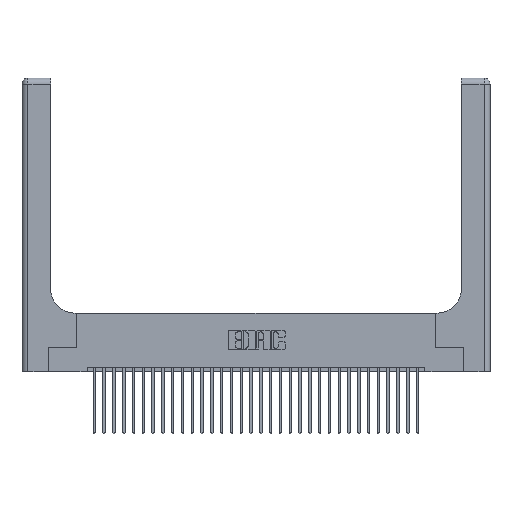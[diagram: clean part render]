
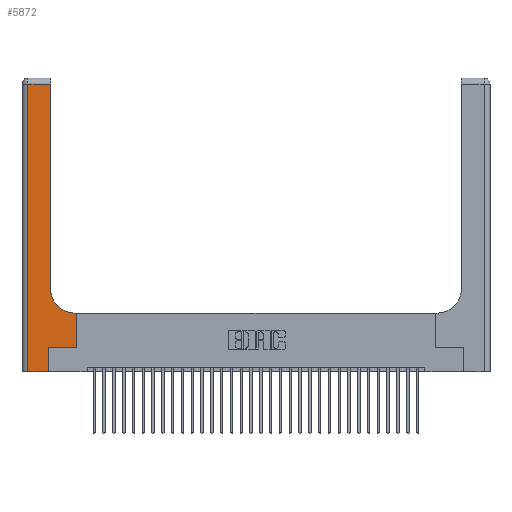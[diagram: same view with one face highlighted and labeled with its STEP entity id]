
A CAD part, top view. The second image highlights one B-rep face of the part: STEP entity #5872.
In plain terms, the highlighted planar face has unit normal (0, 0, 1).
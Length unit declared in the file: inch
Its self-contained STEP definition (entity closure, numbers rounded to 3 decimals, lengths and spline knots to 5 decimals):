
#248 = DIRECTION ( 'NONE',  ( -1., 0., 0. ) ) ;
#622 = CARTESIAN_POINT ( 'NONE',  ( 0.5585, 0.25, 0.37 ) ) ;
#970 = DIRECTION ( 'NONE',  ( -1., 0., 0. ) ) ;
#1753 = CARTESIAN_POINT ( 'NONE',  ( 0.269, 0.25, 0.37 ) ) ;
#2637 = ORIENTED_EDGE ( 'NONE', *, *, #22658, .T. ) ;
#2927 = ORIENTED_EDGE ( 'NONE', *, *, #12116, .T. ) ;
#2972 = VECTOR ( 'NONE', #17300, 39.37008 ) ;
#3643 = DIRECTION ( 'NONE',  ( 0., 1., 0. ) ) ;
#4503 = LINE ( 'NONE', #25680, #29154 ) ;
#4532 = VECTOR ( 'NONE', #3643, 39.37008 ) ;
#4872 = CARTESIAN_POINT ( 'NONE',  ( 0.269, 0., 0.37 ) ) ;
#5096 = CARTESIAN_POINT ( 'NONE',  ( 0.5415, 0.85, 0.37 ) ) ;
#5282 = EDGE_CURVE ( 'NONE', #11445, #26360, #12154, .T. ) ;
#5554 = LINE ( 'NONE', #10843, #18342 ) ;
#5872 = ADVANCED_FACE ( 'NONE', ( #20842 ), #31475, .F. ) ;
#5974 = ORIENTED_EDGE ( 'NONE', *, *, #10212, .T. ) ;
#5995 = DIRECTION ( 'NONE',  ( 0., 1., 0. ) ) ;
#6175 = CARTESIAN_POINT ( 'NONE',  ( 0.2915, 0.85, 0.37 ) ) ;
#6260 = LINE ( 'NONE', #16977, #32417 ) ;
#6736 = EDGE_CURVE ( 'NONE', #24078, #11930, #15632, .T. ) ;
#7688 = DIRECTION ( 'NONE',  ( 1., 0., 0. ) ) ;
#7842 = EDGE_CURVE ( 'NONE', #18905, #28387, #5554, .T. ) ;
#8466 = EDGE_LOOP ( 'NONE', ( #30511, #15305, #2927, #23616, #2637, #5974, #19724, #29688, #14017 ) ) ;
#8842 = VECTOR ( 'NONE', #5995, 39.37008 ) ;
#9585 = CARTESIAN_POINT ( 'NONE',  ( 0., 2.94, 0.37 ) ) ;
#10212 = EDGE_CURVE ( 'NONE', #21216, #24078, #6260, .T. ) ;
#10320 = EDGE_CURVE ( 'NONE', #26360, #31082, #16644, .T. ) ;
#10843 = CARTESIAN_POINT ( 'NONE',  ( 0., 0., 0.37 ) ) ;
#11445 = VERTEX_POINT ( 'NONE', #6175 ) ;
#11930 = VERTEX_POINT ( 'NONE', #23258 ) ;
#12116 = EDGE_CURVE ( 'NONE', #31082, #18905, #24146, .T. ) ;
#12154 = LINE ( 'NONE', #16423, #4532 ) ;
#12689 = CARTESIAN_POINT ( 'NONE',  ( 0.06, 2.94, 0.37 ) ) ;
#14017 = ORIENTED_EDGE ( 'NONE', *, *, #17896, .T. ) ;
#15305 = ORIENTED_EDGE ( 'NONE', *, *, #10320, .T. ) ;
#15632 = LINE ( 'NONE', #622, #8842 ) ;
#15694 = CARTESIAN_POINT ( 'NONE',  ( 0.2915, 0.6, 0.37 ) ) ;
#15995 = DIRECTION ( 'NONE',  ( 1., 0., 0. ) ) ;
#16380 = AXIS2_PLACEMENT_3D ( 'NONE', #21363, #16385, #970 ) ;
#16385 = DIRECTION ( 'NONE',  ( 0., 0., -1. ) ) ;
#16423 = CARTESIAN_POINT ( 'NONE',  ( 0.2915, 3., 0.37 ) ) ;
#16644 = LINE ( 'NONE', #9585, #2972 ) ;
#16686 = CARTESIAN_POINT ( 'NONE',  ( 0.06, 0., 0.37 ) ) ;
#16977 = CARTESIAN_POINT ( 'NONE',  ( 0.269, 0.25, 0.37 ) ) ;
#17015 = AXIS2_PLACEMENT_3D ( 'NONE', #5096, #22919, #7688 ) ;
#17300 = DIRECTION ( 'NONE',  ( -1., 0., 0. ) ) ;
#17896 = EDGE_CURVE ( 'NONE', #27821, #11445, #31349, .T. ) ;
#18342 = VECTOR ( 'NONE', #15995, 39.37008 ) ;
#18905 = VERTEX_POINT ( 'NONE', #16686 ) ;
#19227 = VECTOR ( 'NONE', #248, 39.37008 ) ;
#19724 = ORIENTED_EDGE ( 'NONE', *, *, #6736, .T. ) ;
#20842 = FACE_OUTER_BOUND ( 'NONE', #8466, .T. ) ;
#20850 = CARTESIAN_POINT ( 'NONE',  ( 0.5415, 0.6, 0.37 ) ) ;
#21216 = VERTEX_POINT ( 'NONE', #1753 ) ;
#21363 = CARTESIAN_POINT ( 'NONE',  ( 0., 3., 0.37 ) ) ;
#22058 = DIRECTION ( 'NONE',  ( 1., 0., 0. ) ) ;
#22658 = EDGE_CURVE ( 'NONE', #28387, #21216, #4503, .T. ) ;
#22919 = DIRECTION ( 'NONE',  ( 0., 0., -1. ) ) ;
#23221 = DIRECTION ( 'NONE',  ( 0., 1., 0. ) ) ;
#23258 = CARTESIAN_POINT ( 'NONE',  ( 0.5585, 0.6, 0.37 ) ) ;
#23325 = VECTOR ( 'NONE', #28365, 39.37008 ) ;
#23616 = ORIENTED_EDGE ( 'NONE', *, *, #7842, .T. ) ;
#24078 = VERTEX_POINT ( 'NONE', #25479 ) ;
#24146 = LINE ( 'NONE', #30774, #23325 ) ;
#25479 = CARTESIAN_POINT ( 'NONE',  ( 0.5585, 0.25, 0.37 ) ) ;
#25680 = CARTESIAN_POINT ( 'NONE',  ( 0.269, 0., 0.37 ) ) ;
#26360 = VERTEX_POINT ( 'NONE', #29417 ) ;
#27090 = EDGE_CURVE ( 'NONE', #11930, #27821, #31841, .T. ) ;
#27821 = VERTEX_POINT ( 'NONE', #20850 ) ;
#28365 = DIRECTION ( 'NONE',  ( 0., -1., 0. ) ) ;
#28387 = VERTEX_POINT ( 'NONE', #4872 ) ;
#29154 = VECTOR ( 'NONE', #23221, 39.37008 ) ;
#29417 = CARTESIAN_POINT ( 'NONE',  ( 0.2915, 2.94, 0.37 ) ) ;
#29688 = ORIENTED_EDGE ( 'NONE', *, *, #27090, .T. ) ;
#30511 = ORIENTED_EDGE ( 'NONE', *, *, #5282, .T. ) ;
#30774 = CARTESIAN_POINT ( 'NONE',  ( 0.06, 3., 0.37 ) ) ;
#31082 = VERTEX_POINT ( 'NONE', #12689 ) ;
#31349 = CIRCLE ( 'NONE', #17015, 0.25 ) ;
#31475 = PLANE ( 'NONE',  #16380 ) ;
#31841 = LINE ( 'NONE', #15694, #19227 ) ;
#32417 = VECTOR ( 'NONE', #22058, 39.37008 ) ;
